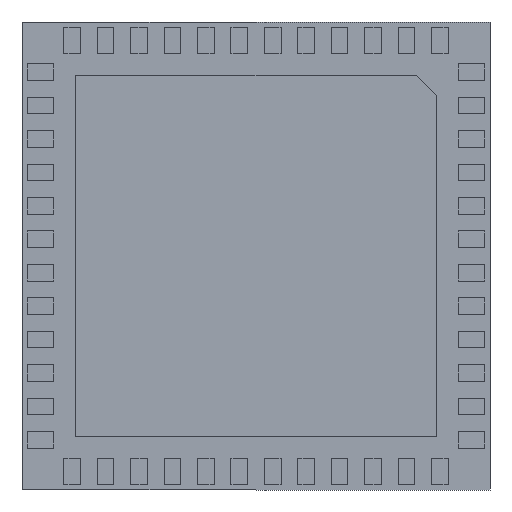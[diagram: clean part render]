
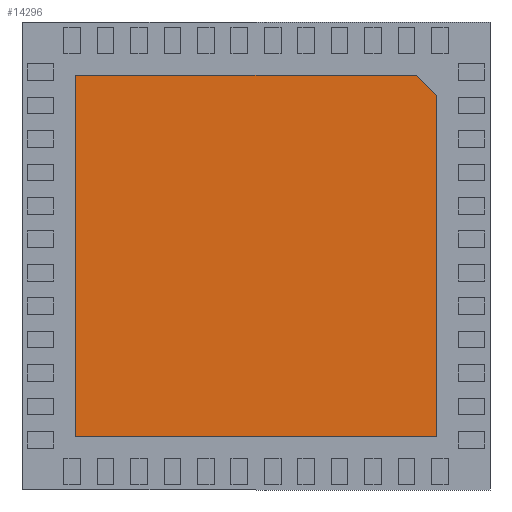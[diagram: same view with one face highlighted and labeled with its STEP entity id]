
A CAD part, front view. The second image highlights one B-rep face of the part: STEP entity #14296.
In plain terms, the highlighted planar face has unit normal (0, -1, 0).
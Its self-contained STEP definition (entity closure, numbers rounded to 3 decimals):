
#691 = ORIENTED_EDGE ( 'NONE', *, *, #7279, .T. ) ;
#1033 = VECTOR ( 'NONE', #1966, 1000. ) ;
#1195 = EDGE_CURVE ( 'NONE', #15117, #3624, #2180, .T. ) ;
#1218 = VECTOR ( 'NONE', #4857, 1000. ) ;
#1315 = CARTESIAN_POINT ( 'NONE',  ( -2.7, 0., 2.7 ) ) ;
#1474 = CARTESIAN_POINT ( 'NONE',  ( -2.7, 0., -2.7 ) ) ;
#1785 = PLANE ( 'NONE',  #4536 ) ;
#1838 = DIRECTION ( 'NONE',  ( 0., -1., 0. ) ) ;
#1966 = DIRECTION ( 'NONE',  ( 0., 0., 1. ) ) ;
#2034 = ORIENTED_EDGE ( 'NONE', *, *, #13703, .T. ) ;
#2180 = LINE ( 'NONE', #1315, #9470 ) ;
#2665 = VERTEX_POINT ( 'NONE', #7257 ) ;
#2739 = EDGE_LOOP ( 'NONE', ( #691, #7398, #2034, #8017, #10513 ) ) ;
#3100 = DIRECTION ( 'NONE',  ( 0., 0., -1. ) ) ;
#3276 = CARTESIAN_POINT ( 'NONE',  ( -2.7, 0., 2.7 ) ) ;
#3475 = CARTESIAN_POINT ( 'NONE',  ( 2.4, 0., 2.7 ) ) ;
#3624 = VERTEX_POINT ( 'NONE', #1474 ) ;
#3717 = VERTEX_POINT ( 'NONE', #14656 ) ;
#4221 = LINE ( 'NONE', #11473, #1033 ) ;
#4256 = CARTESIAN_POINT ( 'NONE',  ( 0., 0., 0. ) ) ;
#4481 = LINE ( 'NONE', #3475, #10063 ) ;
#4536 = AXIS2_PLACEMENT_3D ( 'NONE', #4256, #1838, #3100 ) ;
#4857 = DIRECTION ( 'NONE',  ( -0.707, 0., 0.707 ) ) ;
#5542 = VECTOR ( 'NONE', #7428, 1000. ) ;
#7257 = CARTESIAN_POINT ( 'NONE',  ( 2.7, 0., 2.4 ) ) ;
#7279 = EDGE_CURVE ( 'NONE', #12686, #2665, #4221, .T. ) ;
#7398 = ORIENTED_EDGE ( 'NONE', *, *, #7504, .T. ) ;
#7428 = DIRECTION ( 'NONE',  ( 1., 0., 0. ) ) ;
#7504 = EDGE_CURVE ( 'NONE', #2665, #3717, #13549, .T. ) ;
#8017 = ORIENTED_EDGE ( 'NONE', *, *, #1195, .T. ) ;
#8406 = CARTESIAN_POINT ( 'NONE',  ( -2.7, 0., -2.7 ) ) ;
#9470 = VECTOR ( 'NONE', #14286, 1000. ) ;
#10063 = VECTOR ( 'NONE', #15397, 1000. ) ;
#10513 = ORIENTED_EDGE ( 'NONE', *, *, #14909, .T. ) ;
#10988 = FACE_OUTER_BOUND ( 'NONE', #2739, .T. ) ;
#11473 = CARTESIAN_POINT ( 'NONE',  ( 2.7, 0., -2.7 ) ) ;
#12134 = CARTESIAN_POINT ( 'NONE',  ( 2.7, 0., 2.4 ) ) ;
#12417 = LINE ( 'NONE', #8406, #5542 ) ;
#12686 = VERTEX_POINT ( 'NONE', #13308 ) ;
#13308 = CARTESIAN_POINT ( 'NONE',  ( 2.7, 0., -2.7 ) ) ;
#13549 = LINE ( 'NONE', #12134, #1218 ) ;
#13703 = EDGE_CURVE ( 'NONE', #3717, #15117, #4481, .T. ) ;
#14286 = DIRECTION ( 'NONE',  ( 0., 0., -1. ) ) ;
#14296 = ADVANCED_FACE ( 'NONE', ( #10988 ), #1785, .T. ) ;
#14656 = CARTESIAN_POINT ( 'NONE',  ( 2.4, 0., 2.7 ) ) ;
#14909 = EDGE_CURVE ( 'NONE', #3624, #12686, #12417, .T. ) ;
#15117 = VERTEX_POINT ( 'NONE', #3276 ) ;
#15397 = DIRECTION ( 'NONE',  ( -1., 0., 0. ) ) ;
